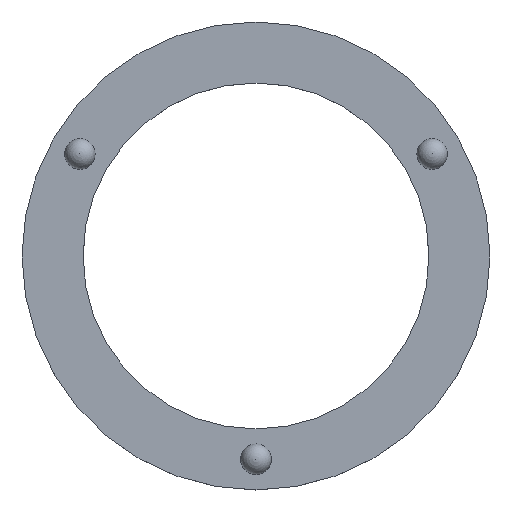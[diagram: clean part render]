
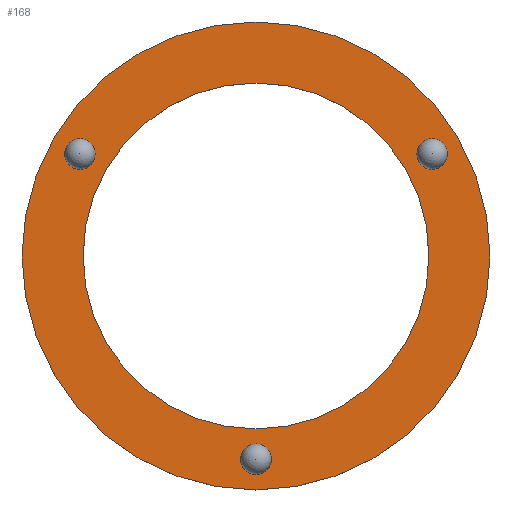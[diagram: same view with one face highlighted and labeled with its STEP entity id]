
A CAD part, top view. The second image highlights one B-rep face of the part: STEP entity #168.
In plain terms, the highlighted planar face has unit normal (0, 0, 1).
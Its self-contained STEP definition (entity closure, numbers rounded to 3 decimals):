
#15=FACE_BOUND('',#56,.T.);
#16=FACE_BOUND('',#57,.T.);
#17=FACE_BOUND('',#58,.T.);
#18=FACE_BOUND('',#59,.T.);
#20=PLANE('',#208);
#45=FACE_OUTER_BOUND('',#55,.T.);
#55=EDGE_LOOP('',(#150));
#56=EDGE_LOOP('',(#151));
#57=EDGE_LOOP('',(#152));
#58=EDGE_LOOP('',(#153));
#59=EDGE_LOOP('',(#154));
#71=CIRCLE('',#197,3.);
#72=CIRCLE('',#199,3.);
#73=CIRCLE('',#201,3.);
#74=CIRCLE('',#203,34.);
#76=CIRCLE('',#206,46.);
#87=VERTEX_POINT('',#292);
#88=VERTEX_POINT('',#296);
#89=VERTEX_POINT('',#300);
#90=VERTEX_POINT('',#304);
#92=VERTEX_POINT('',#310);
#104=EDGE_CURVE('',#87,#87,#71,.T.);
#106=EDGE_CURVE('',#88,#88,#72,.T.);
#108=EDGE_CURVE('',#89,#89,#73,.T.);
#109=EDGE_CURVE('',#90,#90,#74,.T.);
#112=EDGE_CURVE('',#92,#92,#76,.T.);
#150=ORIENTED_EDGE('',*,*,#112,.T.);
#151=ORIENTED_EDGE('',*,*,#104,.T.);
#152=ORIENTED_EDGE('',*,*,#106,.T.);
#153=ORIENTED_EDGE('',*,*,#108,.T.);
#154=ORIENTED_EDGE('',*,*,#109,.T.);
#168=ADVANCED_FACE('',(#45,#15,#16,#17,#18),#20,.T.);
#197=AXIS2_PLACEMENT_3D('',#294,#239,#240);
#199=AXIS2_PLACEMENT_3D('',#298,#244,#245);
#201=AXIS2_PLACEMENT_3D('',#302,#249,#250);
#203=AXIS2_PLACEMENT_3D('',#305,#253,#254);
#206=AXIS2_PLACEMENT_3D('',#311,#260,#261);
#208=AXIS2_PLACEMENT_3D('',#315,#265,#266);
#239=DIRECTION('center_axis',(0.,0.,-1.));
#240=DIRECTION('ref_axis',(-1.,0.,0.));
#244=DIRECTION('center_axis',(0.,0.,-1.));
#245=DIRECTION('ref_axis',(-1.,0.,0.));
#249=DIRECTION('center_axis',(0.,0.,-1.));
#250=DIRECTION('ref_axis',(-1.,0.,0.));
#253=DIRECTION('center_axis',(0.,0.,-1.));
#254=DIRECTION('ref_axis',(1.,0.,0.));
#260=DIRECTION('center_axis',(0.,0.,1.));
#261=DIRECTION('ref_axis',(1.,0.,0.));
#265=DIRECTION('center_axis',(0.,0.,1.));
#266=DIRECTION('ref_axis',(1.,0.,0.));
#292=CARTESIAN_POINT('',(37.641,20.,5.));
#294=CARTESIAN_POINT('Origin',(34.641,20.,5.));
#296=CARTESIAN_POINT('',(3.,-40.,5.));
#298=CARTESIAN_POINT('Origin',(0.,-40.,5.));
#300=CARTESIAN_POINT('',(-31.641,20.,5.));
#302=CARTESIAN_POINT('Origin',(-34.641,20.,5.));
#304=CARTESIAN_POINT('',(-34.,0.,5.));
#305=CARTESIAN_POINT('Origin',(0.,0.,
5.));
#310=CARTESIAN_POINT('',(-46.,0.,5.));
#311=CARTESIAN_POINT('Origin',(0.,0.,
5.));
#315=CARTESIAN_POINT('Origin',(0.,0.,5.));
